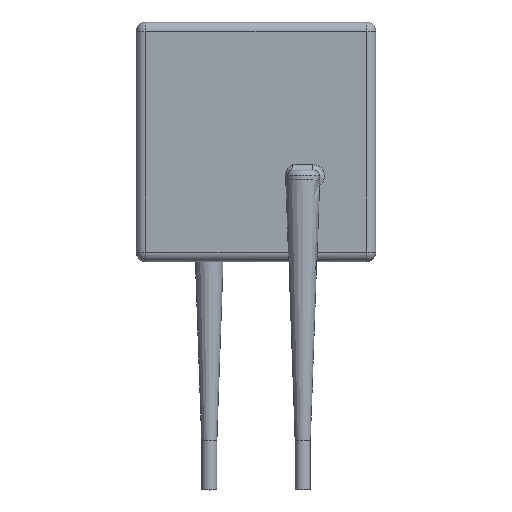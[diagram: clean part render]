
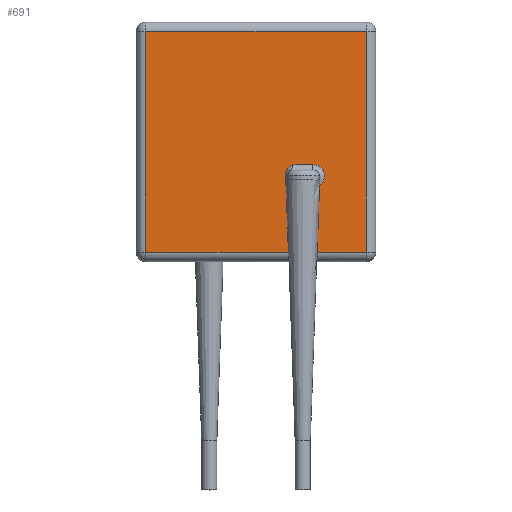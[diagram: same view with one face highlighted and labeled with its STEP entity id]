
A CAD part, top view. The second image highlights one B-rep face of the part: STEP entity #691.
In plain terms, the highlighted planar face has unit normal (0, 0, 1).
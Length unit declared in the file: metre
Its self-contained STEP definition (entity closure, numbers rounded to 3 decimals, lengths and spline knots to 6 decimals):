
#18=B_SPLINE_CURVE_WITH_KNOTS('',3,(#1162,#1163,#1164,#1165,#1166,#1167,
#1168,#1169,#1170,#1171,#1172,#1173,#1174,#1175,#1176,#1177,#1178,#1179),
 .UNSPECIFIED.,.F.,.F.,(4,1,1,1,1,1,1,1,1,1,1,1,1,1,1,4),(0.,0.066667,
0.133333,0.2,0.266667,0.333333,0.4,0.466667,
0.533333,0.6,0.666667,0.733333,0.8,0.866667,
0.933333,1.),.UNSPECIFIED.);
#28=B_SPLINE_CURVE_WITH_KNOTS('',3,(#1517,#1518,#1519,#1520,#1521),
 .UNSPECIFIED.,.F.,.F.,(4,1,4),(0.,0.5,1.),.UNSPECIFIED.);
#44=PLANE('',#768);
#53=LINE('',#1046,#93);
#54=LINE('',#1055,#94);
#59=LINE('',#1223,#99);
#64=LINE('',#1545,#104);
#65=LINE('',#1547,#105);
#66=LINE('',#1549,#106);
#67=LINE('',#1550,#107);
#68=LINE('',#1552,#108);
#69=LINE('',#1554,#109);
#93=VECTOR('',#834,1.);
#94=VECTOR('',#845,1.);
#99=VECTOR('',#872,1.);
#104=VECTOR('',#903,1.);
#105=VECTOR('',#906,1.);
#106=VECTOR('',#907,1.);
#107=VECTOR('',#908,1.);
#108=VECTOR('',#909,1.);
#109=VECTOR('',#910,1.);
#215=ORIENTED_EDGE('',*,*,#405,.T.);
#216=ORIENTED_EDGE('',*,*,#406,.T.);
#217=ORIENTED_EDGE('',*,*,#397,.F.);
#218=ORIENTED_EDGE('',*,*,#381,.F.);
#219=ORIENTED_EDGE('',*,*,#376,.T.);
#220=ORIENTED_EDGE('',*,*,#407,.T.);
#221=ORIENTED_EDGE('',*,*,#408,.T.);
#222=ORIENTED_EDGE('',*,*,#409,.T.);
#223=ORIENTED_EDGE('',*,*,#361,.T.);
#224=ORIENTED_EDGE('',*,*,#365,.T.);
#225=ORIENTED_EDGE('',*,*,#404,.T.);
#361=EDGE_CURVE('',#458,#462,#53,.T.);
#365=EDGE_CURVE('',#462,#464,#54,.T.);
#376=EDGE_CURVE('',#474,#473,#18,.T.);
#381=EDGE_CURVE('',#474,#477,#59,.T.);
#397=EDGE_CURVE('',#477,#489,#28,.F.);
#404=EDGE_CURVE('',#464,#494,#64,.T.);
#405=EDGE_CURVE('',#494,#495,#65,.T.);
#406=EDGE_CURVE('',#495,#489,#66,.T.);
#407=EDGE_CURVE('',#473,#496,#67,.T.);
#408=EDGE_CURVE('',#496,#497,#68,.T.);
#409=EDGE_CURVE('',#497,#458,#69,.T.);
#458=VERTEX_POINT('',#1036);
#462=VERTEX_POINT('',#1045);
#464=VERTEX_POINT('',#1053);
#473=VERTEX_POINT('',#1161);
#474=VERTEX_POINT('',#1180);
#477=VERTEX_POINT('',#1221);
#489=VERTEX_POINT('',#1522);
#494=VERTEX_POINT('',#1544);
#495=VERTEX_POINT('',#1548);
#496=VERTEX_POINT('',#1551);
#497=VERTEX_POINT('',#1553);
#581=EDGE_LOOP('',(#215,#216,#217,#218,#219,#220,#221,#222,#223,#224,#225));
#633=FACE_BOUND('',#581,.T.);
#691=ADVANCED_FACE('',(#633),#44,.T.);
#768=AXIS2_PLACEMENT_3D('',#1546,#904,#905);
#834=DIRECTION('',(-1.,0.,0.));
#845=DIRECTION('',(0.,-1.,0.));
#872=DIRECTION('',(-1.,0.,0.));
#903=DIRECTION('',(1.,0.,0.));
#904=DIRECTION('',(0.,0.,1.));
#905=DIRECTION('',(1.,0.,0.));
#906=DIRECTION('',(-0.036,0.999,0.));
#907=DIRECTION('',(0.,1.,0.));
#908=DIRECTION('',(-0.036,-0.999,0.));
#909=DIRECTION('',(1.,0.,0.));
#910=DIRECTION('',(0.,1.,0.));
#1036=CARTESIAN_POINT('',(0.00585,0.00585,0.0006));
#1045=CARTESIAN_POINT('',(-0.00585,0.00585,0.0006));
#1046=CARTESIAN_POINT('',(0.00585,0.00585,0.0006));
#1053=CARTESIAN_POINT('',(-0.00585,-0.00585,0.0006));
#1055=CARTESIAN_POINT('',(-0.00585,0.00585,0.0006));
#1161=CARTESIAN_POINT('',(0.003367,-0.002295,0.0006));
#1162=CARTESIAN_POINT('',(0.002998,-0.0012,0.0006));
#1163=CARTESIAN_POINT('',(0.003022,-0.0012,0.0006));
#1164=CARTESIAN_POINT('',(0.003075,-0.001202,0.0006));
#1165=CARTESIAN_POINT('',(0.003165,-0.001217,0.0006));
#1166=CARTESIAN_POINT('',(0.003267,-0.001248,0.0006));
#1167=CARTESIAN_POINT('',(0.003366,-0.0013,0.0006));
#1168=CARTESIAN_POINT('',(0.003453,-0.001367,0.0006));
#1169=CARTESIAN_POINT('',(0.003525,-0.001447,0.0006));
#1170=CARTESIAN_POINT('',(0.003582,-0.001539,0.0006));
#1171=CARTESIAN_POINT('',(0.00362,-0.001638,0.0006));
#1172=CARTESIAN_POINT('',(0.00364,-0.001743,0.0006));
#1173=CARTESIAN_POINT('',(0.003641,-0.001849,0.0006));
#1174=CARTESIAN_POINT('',(0.003622,-0.001955,0.0006));
#1175=CARTESIAN_POINT('',(0.003584,-0.002055,0.0006));
#1176=CARTESIAN_POINT('',(0.003529,-0.002148,0.0006));
#1177=CARTESIAN_POINT('',(0.003455,-0.002231,0.0006));
#1178=CARTESIAN_POINT('',(0.003398,-0.002275,0.0006));
#1179=CARTESIAN_POINT('',(0.003367,-0.002295,0.0006));
#1180=CARTESIAN_POINT('',(0.002998,-0.0012,0.0006));
#1221=CARTESIAN_POINT('',(0.001958,-0.0012,0.0006));
#1223=CARTESIAN_POINT('',(0.002998,-0.0012,0.0006));
#1517=CARTESIAN_POINT('',(0.001578,-0.00172,0.0006));
#1518=CARTESIAN_POINT('',(0.001578,-0.001624,0.0006));
#1519=CARTESIAN_POINT('',(0.001639,-0.001441,0.0006));
#1520=CARTESIAN_POINT('',(0.001871,-0.001287,0.0006));
#1521=CARTESIAN_POINT('',(0.001958,-0.0012,0.0006));
#1522=CARTESIAN_POINT('',(0.001578,-0.00172,0.0006));
#1544=CARTESIAN_POINT('',(0.001716,-0.00585,0.0006));
#1545=CARTESIAN_POINT('',(-0.00585,-0.00585,0.0006));
#1546=CARTESIAN_POINT('',(0.,0.,0.0006));
#1547=CARTESIAN_POINT('',(0.001716,-0.00585,0.0006));
#1548=CARTESIAN_POINT('',(0.001578,-0.002,0.0006));
#1549=CARTESIAN_POINT('',(0.001578,-0.002,0.0006));
#1550=CARTESIAN_POINT('',(0.002478,-0.027182,0.0006));
#1551=CARTESIAN_POINT('',(0.00324,-0.00585,0.0006));
#1552=CARTESIAN_POINT('',(0.00324,-0.00585,0.0006));
#1553=CARTESIAN_POINT('',(0.00585,-0.00585,0.0006));
#1554=CARTESIAN_POINT('',(0.00585,-0.00585,0.0006));
